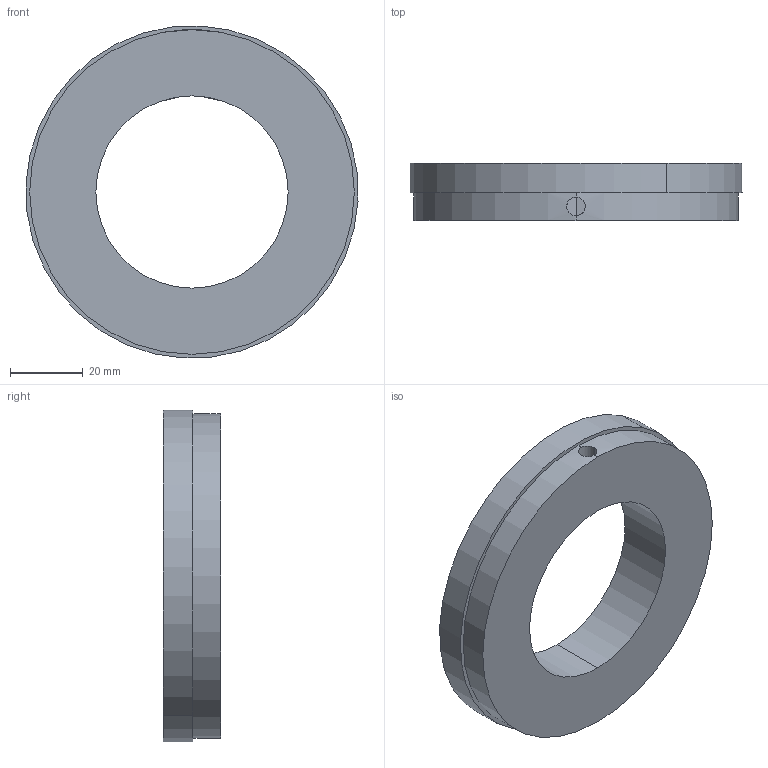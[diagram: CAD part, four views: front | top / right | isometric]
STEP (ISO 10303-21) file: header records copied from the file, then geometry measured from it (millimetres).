
FILE_DESCRIPTION (( 'STEP AP203' ), '1' );
FILE_NAME ('G58B Assembly.STEP', '2020-07-27T12:45:17', ( '' ), ( '' ), 'SwSTEP 2.0', 'SolidWorks 2019', '' );
FILE_SCHEMA (( 'CONFIG_CONTROL_DESIGN' ));
Length unit declared in the file: inch
Products named in the file (4): G58B Epoxy; G58B Assembly; G58B Rotor; G58B Hub
Assembly tree (3 placements, depth 2):
  G58B Assembly
    G58B Epoxy
    G58B Hub
    G58B Rotor
Bounding box: 91.45 x 15.75 x 91.45 mm (x, y, z)
Volume: 66183.8 mm3; surface area: 26454 mm2
Topology: 3 solids, 3 shells, 26 faces, 60 edges, 40 vertices
Faces by surface type: cylinder 18, plane 8
Entity records: 1308 total; most frequent: CARTESIAN_POINT 262, DIRECTION 148, ORIENTED_EDGE 120, AXIS2_PLACEMENT_3D 64, EDGE_CURVE 60, VERTEX_POINT 40, PERSON_AND_ORGANIZATION 35, EDGE_LOOP 34
